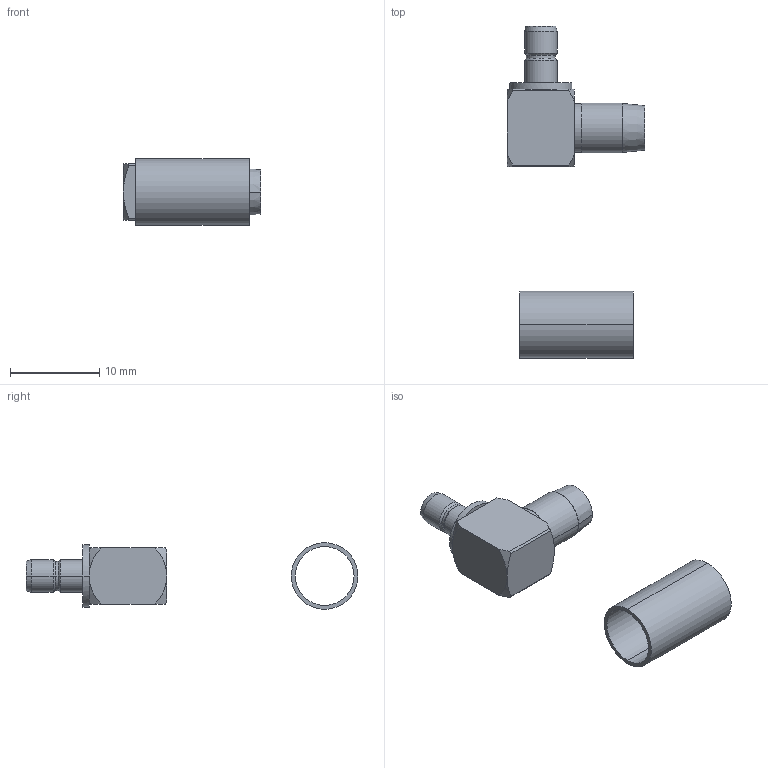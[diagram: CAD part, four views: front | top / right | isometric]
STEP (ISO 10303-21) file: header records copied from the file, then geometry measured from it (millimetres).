
FILE_DESCRIPTION (( 'STEP AP214' ), '1' );
FILE_NAME ('FMCN5440_3D.step', '2025-05-23T15:53:30', ( '' ), ( '' ), 'SwSTEP 2.0', 'SolidWorks 2022', '' );
FILE_SCHEMA (( 'AUTOMOTIVE_DESIGN' ));
Length unit declared in the file: millimetre
Products named in the file (1): FMCN5440_3D
Bounding box: 15.4 x 37.29 x 7.49 mm (x, y, z)
Volume: 708.5 mm3; surface area: 1260.5 mm2
Topology: 2 solids, 2 shells, 68 faces, 148 edges, 92 vertices
Faces by surface type: cylinder 28, plane 20, cone 12, sphere 8
Entity records: 1935 total; most frequent: DIRECTION 382, CARTESIAN_POINT 309, ORIENTED_EDGE 296, AXIS2_PLACEMENT_3D 165, EDGE_CURVE 148, CIRCLE 96, VERTEX_POINT 92, EDGE_LOOP 78
